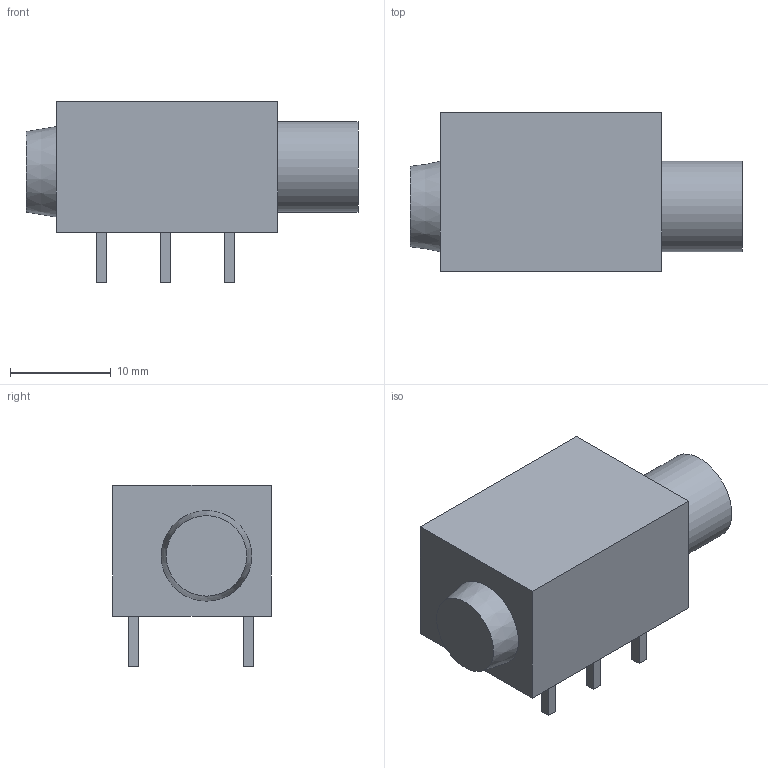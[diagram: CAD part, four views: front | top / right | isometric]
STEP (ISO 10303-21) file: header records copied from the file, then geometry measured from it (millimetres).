
FILE_DESCRIPTION(('FreeCAD Model'),'2;1');
FILE_NAME('Open CASCADE Shape Model','2025-09-27T11:47:42',(''),(''), 'Open CASCADE STEP processor 7.8','FreeCAD','Unknown');
FILE_SCHEMA(('AP242_MANAGED_MODEL_BASED_3D_ENGINEERING_MIM_LF. {1 0 10303 442 1 1 4 }'));
Length unit declared in the file: millimetre
Products named in the file (1): Group001
Bounding box: 33 x 15.75 x 18 mm (x, y, z)
Volume: 4960.5 mm3; surface area: 2248.2 mm2
Topology: 1 solids, 1 shells, 42 faces, 93 edges, 62 vertices
Faces by surface type: plane 39, cylinder 2, cone 1
Full cylindrical faces by diameter (mm): 6.35 x1, 9 x1
Entity records: 1397 total; most frequent: CARTESIAN_POINT 198, ORIENTED_EDGE 186, DIRECTION 185, EDGE_CURVE 93, LINE 87, VECTOR 87, VERTEX_POINT 62, FACE_BOUND 51
